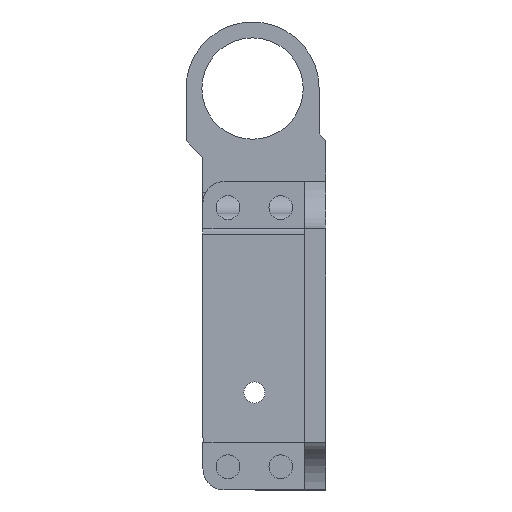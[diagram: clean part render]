
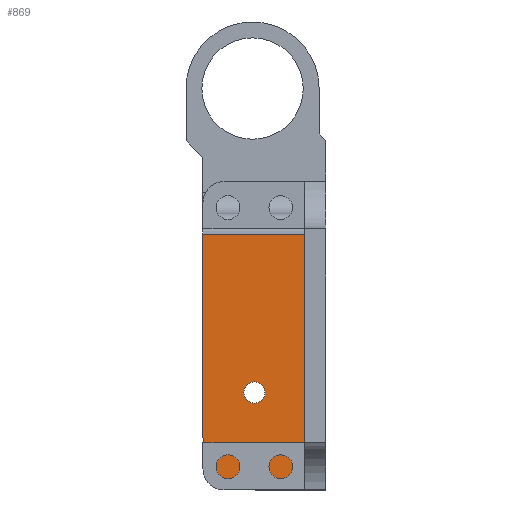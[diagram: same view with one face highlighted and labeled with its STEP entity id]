
A CAD part, left-side view. The second image highlights one B-rep face of the part: STEP entity #869.
In plain terms, the highlighted planar face has unit normal (-1, 0, 0).
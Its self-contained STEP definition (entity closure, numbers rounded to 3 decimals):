
#5 = CARTESIAN_POINT ( 'NONE',  ( -4., 23.3, -10. ) ) ;
#11 = EDGE_CURVE ( 'NONE', #1412, #1499, #1055, .T. ) ;
#35 = DIRECTION ( 'NONE',  ( 0., 1., 0. ) ) ;
#41 = EDGE_CURVE ( 'NONE', #1647, #1280, #1227, .T. ) ;
#55 = CARTESIAN_POINT ( 'NONE',  ( -4., 4., -58.4 ) ) ;
#59 = ORIENTED_EDGE ( 'NONE', *, *, #153, .F. ) ;
#153 = EDGE_CURVE ( 'NONE', #1280, #1236, #680, .T. ) ;
#161 = CARTESIAN_POINT ( 'NONE',  ( -4., 13.55, -39.95 ) ) ;
#191 = CARTESIAN_POINT ( 'NONE',  ( -4., 13.55, -39.95 ) ) ;
#221 = CARTESIAN_POINT ( 'NONE',  ( -4., 0., -10. ) ) ;
#223 = VECTOR ( 'NONE', #1657, 1000. ) ;
#225 = FACE_OUTER_BOUND ( 'NONE', #1030, .T. ) ;
#262 = CARTESIAN_POINT ( 'NONE',  ( -4., 13.55, -37.95 ) ) ;
#321 = ORIENTED_EDGE ( 'NONE', *, *, #11, .T. ) ;
#324 = CARTESIAN_POINT ( 'NONE',  ( -4., 23.3, -58.4 ) ) ;
#333 = AXIS2_PLACEMENT_3D ( 'NONE', #191, #1239, #1395 ) ;
#340 = CARTESIAN_POINT ( 'NONE',  ( -4., 13.3, -48.4 ) ) ;
#345 = CARTESIAN_POINT ( 'NONE',  ( -4., 4., -20.5 ) ) ;
#468 = CIRCLE ( 'NONE', #1427, 10. ) ;
#479 = CARTESIAN_POINT ( 'NONE',  ( -4., 0., 0. ) ) ;
#487 = DIRECTION ( 'NONE',  ( 1., 0., 0. ) ) ;
#508 = PLANE ( 'NONE',  #1701 ) ;
#510 = EDGE_CURVE ( 'NONE', #1647, #1412, #1016, .T. ) ;
#528 = ORIENTED_EDGE ( 'NONE', *, *, #956, .T. ) ;
#563 = DIRECTION ( 'NONE',  ( 0., 0., -1. ) ) ;
#574 = VECTOR ( 'NONE', #1625, 1000. ) ;
#593 = ORIENTED_EDGE ( 'NONE', *, *, #1623, .F. ) ;
#602 = DIRECTION ( 'NONE',  ( -1., 0., 0. ) ) ;
#636 = CIRCLE ( 'NONE', #1089, 2. ) ;
#667 = DIRECTION ( 'NONE',  ( 0., 1., 0. ) ) ;
#671 = VERTEX_POINT ( 'NONE', #262 ) ;
#680 = LINE ( 'NONE', #835, #574 ) ;
#723 = DIRECTION ( 'NONE',  ( 0., 1., 0. ) ) ;
#726 = CARTESIAN_POINT ( 'NONE',  ( -4., 23.3, -48.4 ) ) ;
#757 = EDGE_LOOP ( 'NONE', ( #1288, #1605 ) ) ;
#768 = VECTOR ( 'NONE', #1027, 1000. ) ;
#818 = CARTESIAN_POINT ( 'NONE',  ( -4., -6., -20.5 ) ) ;
#835 = CARTESIAN_POINT ( 'NONE',  ( -4., 4., -6. ) ) ;
#850 = VECTOR ( 'NONE', #723, 1000. ) ;
#852 = ORIENTED_EDGE ( 'NONE', *, *, #41, .F. ) ;
#854 = EDGE_CURVE ( 'NONE', #856, #671, #636, .T. ) ;
#856 = VERTEX_POINT ( 'NONE', #1075 ) ;
#858 = CARTESIAN_POINT ( 'NONE',  ( -4., 0., -20.5 ) ) ;
#869 = ADVANCED_FACE ( 'NONE', ( #1004, #225 ), #508, .F. ) ;
#930 = VERTEX_POINT ( 'NONE', #726 ) ;
#956 = EDGE_CURVE ( 'NONE', #930, #1237, #468, .T. ) ;
#982 = CARTESIAN_POINT ( 'NONE',  ( -4., 23.3, -6. ) ) ;
#1001 = ORIENTED_EDGE ( 'NONE', *, *, #510, .T. ) ;
#1004 = FACE_BOUND ( 'NONE', #757, .T. ) ;
#1016 = LINE ( 'NONE', #479, #768 ) ;
#1025 = DIRECTION ( 'NONE',  ( 0., 0., -1. ) ) ;
#1027 = DIRECTION ( 'NONE',  ( 0., 0., 1. ) ) ;
#1030 = EDGE_LOOP ( 'NONE', ( #1001, #321, #593, #528, #1385, #59, #852 ) ) ;
#1055 = LINE ( 'NONE', #5, #1361 ) ;
#1064 = CIRCLE ( 'NONE', #333, 2. ) ;
#1075 = CARTESIAN_POINT ( 'NONE',  ( -4., 13.55, -41.95 ) ) ;
#1089 = AXIS2_PLACEMENT_3D ( 'NONE', #161, #1209, #563 ) ;
#1209 = DIRECTION ( 'NONE',  ( 1., 0., 0. ) ) ;
#1227 = LINE ( 'NONE', #818, #1558 ) ;
#1236 = VERTEX_POINT ( 'NONE', #55 ) ;
#1237 = VERTEX_POINT ( 'NONE', #1593 ) ;
#1239 = DIRECTION ( 'NONE',  ( 1., 0., 0. ) ) ;
#1280 = VERTEX_POINT ( 'NONE', #345 ) ;
#1288 = ORIENTED_EDGE ( 'NONE', *, *, #854, .T. ) ;
#1354 = EDGE_CURVE ( 'NONE', #1236, #1237, #1495, .T. ) ;
#1361 = VECTOR ( 'NONE', #667, 1000. ) ;
#1363 = EDGE_CURVE ( 'NONE', #671, #856, #1064, .T. ) ;
#1378 = LINE ( 'NONE', #982, #223 ) ;
#1385 = ORIENTED_EDGE ( 'NONE', *, *, #1354, .F. ) ;
#1387 = DIRECTION ( 'NONE',  ( 0., 0., -1. ) ) ;
#1395 = DIRECTION ( 'NONE',  ( 0., 0., -1. ) ) ;
#1412 = VERTEX_POINT ( 'NONE', #221 ) ;
#1427 = AXIS2_PLACEMENT_3D ( 'NONE', #340, #602, #1387 ) ;
#1495 = LINE ( 'NONE', #324, #850 ) ;
#1499 = VERTEX_POINT ( 'NONE', #1595 ) ;
#1558 = VECTOR ( 'NONE', #35, 1000. ) ;
#1593 = CARTESIAN_POINT ( 'NONE',  ( -4., 13.3, -58.4 ) ) ;
#1595 = CARTESIAN_POINT ( 'NONE',  ( -4., 23.3, -10. ) ) ;
#1605 = ORIENTED_EDGE ( 'NONE', *, *, #1363, .T. ) ;
#1623 = EDGE_CURVE ( 'NONE', #930, #1499, #1378, .T. ) ;
#1625 = DIRECTION ( 'NONE',  ( 0., 0., -1. ) ) ;
#1636 = CARTESIAN_POINT ( 'NONE',  ( -4., 0., 0. ) ) ;
#1647 = VERTEX_POINT ( 'NONE', #858 ) ;
#1657 = DIRECTION ( 'NONE',  ( 0., 0., 1. ) ) ;
#1701 = AXIS2_PLACEMENT_3D ( 'NONE', #1636, #487, #1025 ) ;
